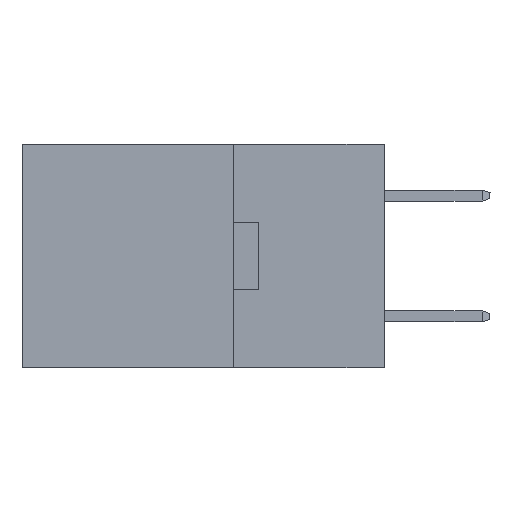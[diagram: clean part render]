
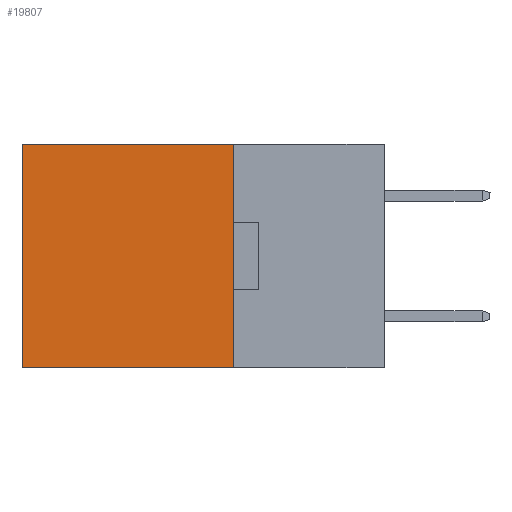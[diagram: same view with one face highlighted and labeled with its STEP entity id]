
A CAD part, left-side view. The second image highlights one B-rep face of the part: STEP entity #19807.
In plain terms, the highlighted planar face has unit normal (-1, 0, 0).
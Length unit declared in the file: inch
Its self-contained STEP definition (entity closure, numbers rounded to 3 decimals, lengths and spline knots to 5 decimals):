
#480 = CARTESIAN_POINT ( 'NONE',  ( 0.2615, 0.25, -0.37 ) ) ;
#1637 = VERTEX_POINT ( 'NONE', #2803 ) ;
#2153 = DIRECTION ( 'NONE',  ( 0., 0., -1. ) ) ;
#2803 = CARTESIAN_POINT ( 'NONE',  ( 0.2615, 0.6, -0.37 ) ) ;
#4849 = EDGE_CURVE ( 'NONE', #12669, #1637, #20522, .T. ) ;
#5631 = VECTOR ( 'NONE', #22822, 39.37008 ) ;
#5633 = EDGE_CURVE ( 'NONE', #26891, #7697, #12462, .T. ) ;
#7697 = VERTEX_POINT ( 'NONE', #16815 ) ;
#9062 = DIRECTION ( 'NONE',  ( 0., 1., 0. ) ) ;
#9617 = LINE ( 'NONE', #16248, #14651 ) ;
#9800 = DIRECTION ( 'NONE',  ( 0., 0., -1. ) ) ;
#10719 = CARTESIAN_POINT ( 'NONE',  ( 0.2615, 0.25, 0. ) ) ;
#11124 = EDGE_CURVE ( 'NONE', #7697, #1637, #22687, .T. ) ;
#12061 = ORIENTED_EDGE ( 'NONE', *, *, #11124, .T. ) ;
#12462 = LINE ( 'NONE', #24228, #23213 ) ;
#12523 = AXIS2_PLACEMENT_3D ( 'NONE', #12803, #14960, #2153 ) ;
#12669 = VERTEX_POINT ( 'NONE', #12976 ) ;
#12803 = CARTESIAN_POINT ( 'NONE',  ( 0.2615, 0.25, -0.37 ) ) ;
#12976 = CARTESIAN_POINT ( 'NONE',  ( 0.2615, 0.25, -0.37 ) ) ;
#14467 = EDGE_CURVE ( 'NONE', #26891, #12669, #9617, .T. ) ;
#14651 = VECTOR ( 'NONE', #9800, 39.37008 ) ;
#14960 = DIRECTION ( 'NONE',  ( 1., 0., 0. ) ) ;
#15585 = EDGE_LOOP ( 'NONE', ( #12061, #15694, #20361, #15631 ) ) ;
#15631 = ORIENTED_EDGE ( 'NONE', *, *, #5633, .T. ) ;
#15694 = ORIENTED_EDGE ( 'NONE', *, *, #4849, .F. ) ;
#16148 = VECTOR ( 'NONE', #9062, 39.37008 ) ;
#16248 = CARTESIAN_POINT ( 'NONE',  ( 0.2615, 0.25, -0.37 ) ) ;
#16593 = FACE_OUTER_BOUND ( 'NONE', #15585, .T. ) ;
#16815 = CARTESIAN_POINT ( 'NONE',  ( 0.2615, 0.6, 0. ) ) ;
#17005 = PLANE ( 'NONE',  #12523 ) ;
#19807 = ADVANCED_FACE ( 'NONE', ( #16593 ), #17005, .F. ) ;
#20361 = ORIENTED_EDGE ( 'NONE', *, *, #14467, .F. ) ;
#20522 = LINE ( 'NONE', #480, #16148 ) ;
#20663 = CARTESIAN_POINT ( 'NONE',  ( 0.2615, 0.6, -0.37 ) ) ;
#22687 = LINE ( 'NONE', #20663, #5631 ) ;
#22822 = DIRECTION ( 'NONE',  ( 0., 0., -1. ) ) ;
#23213 = VECTOR ( 'NONE', #26344, 39.37008 ) ;
#24228 = CARTESIAN_POINT ( 'NONE',  ( 0.2615, 0.25, 0. ) ) ;
#26344 = DIRECTION ( 'NONE',  ( 0., 1., 0. ) ) ;
#26891 = VERTEX_POINT ( 'NONE', #10719 ) ;
